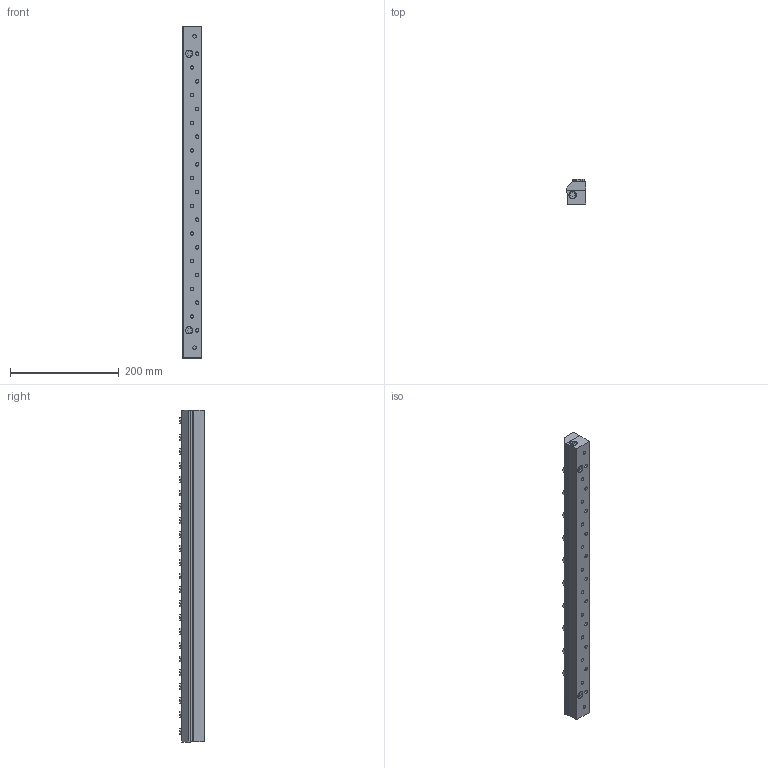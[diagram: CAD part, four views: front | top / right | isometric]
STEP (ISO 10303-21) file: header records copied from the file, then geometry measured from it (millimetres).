
FILE_DESCRIPTION((''),'2;1');
FILE_NAME('110024-PVDF.stp','2009-08-06T14:45:29',('David Woerner'),(''),'Autodesk Inventor 2010','Autodesk Inventor 2010','');
FILE_SCHEMA(('AUTOMOTIVE_DESIGN { 1 0 10303 214 1 1 1 1 }'));
Length unit declared in the file: inch
Products named in the file (7): 110024-PVDF; 901005; 901003; 901004; 900248; 2583; Parker Countersunk Hex-Head Plug 219P 219P-4
Assembly tree (30 placements, depth 3):
  110024-PVDF
    901005
    901003
    901004
    900248  x23
    2583  x3
      Parker Countersunk Hex-Head Plug 219P 219P-4
Bounding box: 36.53 x 45.26 x 609.6 mm (x, y, z)
Volume: 779110.2 mm3; surface area: 214230.3 mm2
Topology: 29 solids, 29 shells, 405 faces, 990 edges, 668 vertices
Faces by surface type: plane 274, bspline 60, cylinder 54, cone 17
Full cylindrical faces by diameter (mm): 6.477 x23, 7.163 x23
Entity records: 6212 total; most frequent: CARTESIAN_POINT 1879, DIRECTION 805, ORIENTED_EDGE 714, EDGE_LOOP 387, EDGE_CURVE 357, AXIS2_PLACEMENT_3D 326, VERTEX_POINT 286, FACE_BOUND 226
